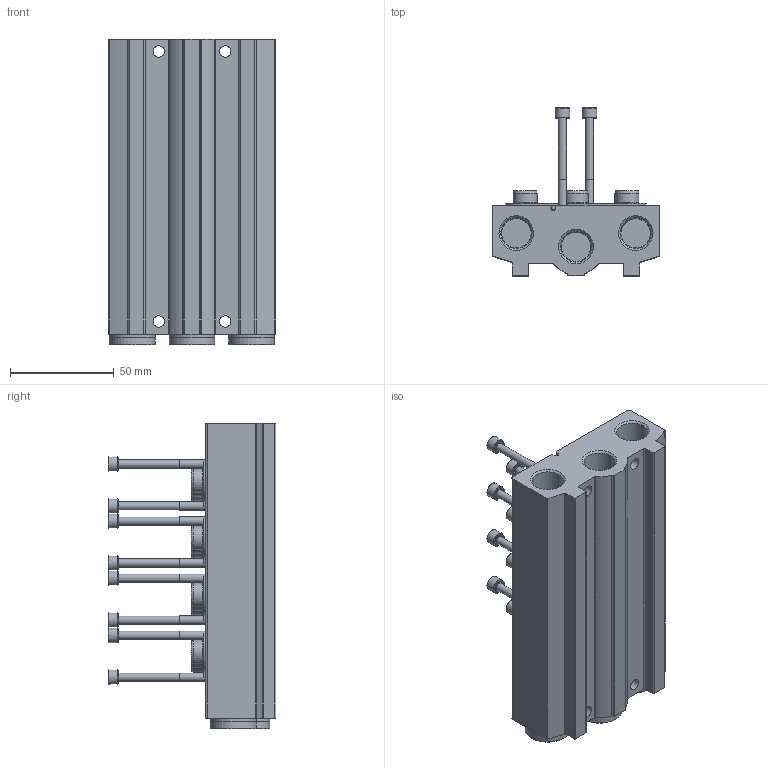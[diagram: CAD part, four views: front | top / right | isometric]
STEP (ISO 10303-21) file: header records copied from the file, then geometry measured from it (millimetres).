
FILE_DESCRIPTION(/* description */ ('STEP AP214'),/* implementation_level */ '2;1');
FILE_NAME(/* name */ '8026263_VABM-B10-25S-G38-4',/* time_stamp */ '2024-09-10T10:49:38+02:00',/* author */ ('License CC BY-ND 4.0'),/* organization */ ('CADENAS'),/* preprocessor_version */ 'ST-DEVELOPER v19.3',/* originating_system */ 'PARTsolutions',/* authorisation */ ' ');
FILE_SCHEMA (('AUTOMOTIVE_DESIGN {1 0 10303 214 3 1 1}'));
Length unit declared in the file: millimetre
Products named in the file (5): 8026263 VABM-B10-25S-G38-4; 8026263 VABM-B10-25S-G38-4---(M); 1657071 VUVS-G14-3---(S); 2833735 F-M4x50-10.9; 3570 B-3/8---(Plug)
Assembly tree (16 placements, depth 2):
  8026263 VABM-B10-25S-G38-4
    8026263 VABM-B10-25S-G38-4---(M)
    1657071 VUVS-G14-3---(S)  x4
    2833735 F-M4x50-10.9  x8
    3570 B-3/8---(Plug)  x3
Bounding box: 80.5 x 80.8 x 147.2 mm (x, y, z)
Volume: 286300.3 mm3; surface area: 88332.3 mm2
Topology: 16 solids, 16 shells, 772 faces, 1874 edges, 1197 vertices
Faces by surface type: plane 358, cylinder 240, cone 139, torus 35
Full cylindrical faces by diameter (mm): 3.242 x9, 3.5 x1, 3.9 x8, 4 x8, 5.5 x4, 7 x20, 8.6 x12, 11.6 x12, 14.3 x3, 14.6 x12, 14.95 x6, 16.662 x3, 19.8 x3, 22 x6
Entity records: 8426 total; most frequent: CARTESIAN_POINT 1608, DIRECTION 1446, ORIENTED_EDGE 1170, EDGE_CURVE 585, AXIS2_PLACEMENT_3D 577, FACE_BOUND 479, EDGE_LOOP 469, VERTEX_POINT 444
